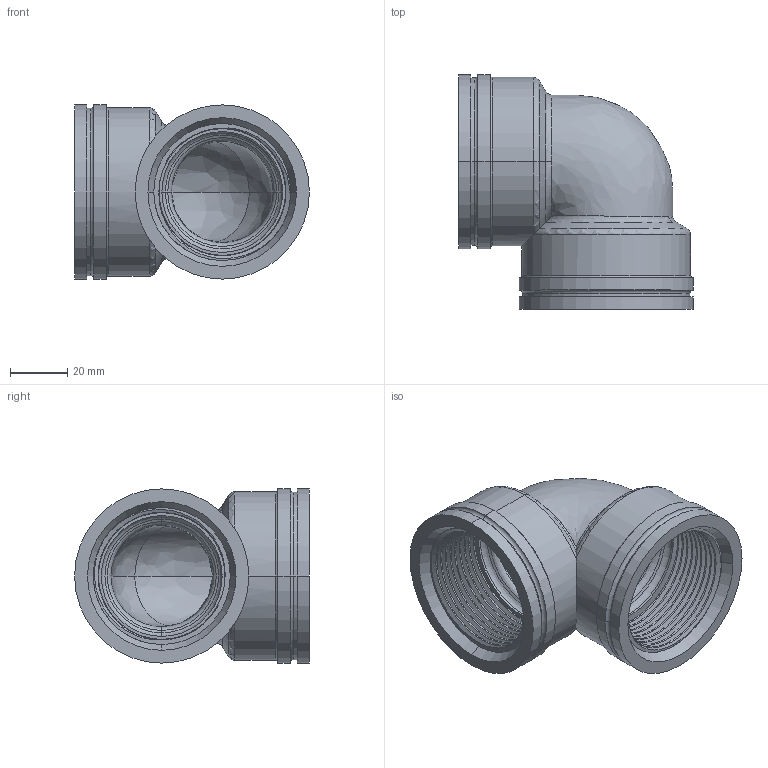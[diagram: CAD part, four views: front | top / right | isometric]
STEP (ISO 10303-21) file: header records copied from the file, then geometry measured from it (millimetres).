
FILE_DESCRIPTION (( 'STEP AP203' ), '1' );
FILE_NAME ('001250_1111.STEP', '2017-05-17T13:09:33', ( '' ), ( '' ), 'SwSTEP 2.0', 'SolidWorks 2011', '' );
FILE_SCHEMA (( 'CONFIG_CONTROL_DESIGN' ));
Length unit declared in the file: millimetre
Products named in the file (1): 001250_1111
Bounding box: 81.91 x 81.91 x 60.8 mm (x, y, z)
Volume: 92977.2 mm3; surface area: 39192.8 mm2
Topology: 1 solids, 1 shells, 134 faces, 331 edges, 203 vertices
Faces by surface type: cylinder 64, torus 33, cone 13, plane 13, bspline 11
Entity records: 9736 total; most frequent: CARTESIAN_POINT 6770, ORIENTED_EDGE 658, DIRECTION 572, EDGE_CURVE 329, AXIS2_PLACEMENT_3D 245, VERTEX_POINT 203, EDGE_LOOP 142, FACE_OUTER_BOUND 134
